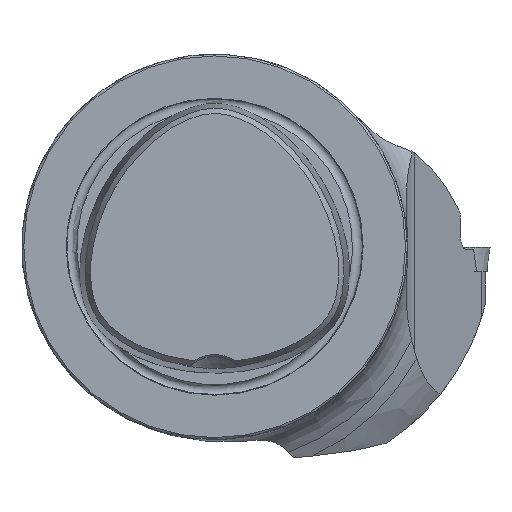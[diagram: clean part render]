
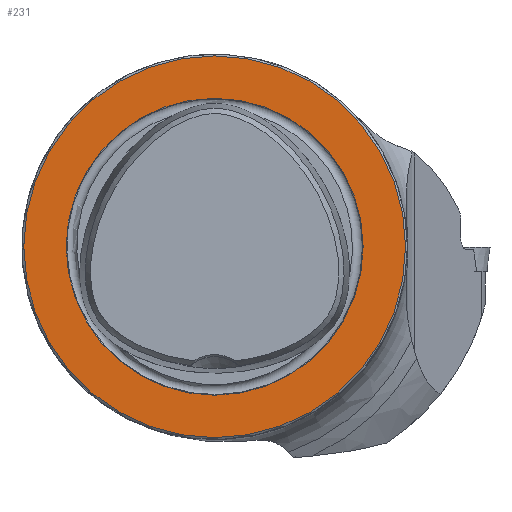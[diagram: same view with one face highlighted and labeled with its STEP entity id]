
A CAD part, top view. The second image highlights one B-rep face of the part: STEP entity #231.
In plain terms, the highlighted planar face has unit normal (0, 0, 1).
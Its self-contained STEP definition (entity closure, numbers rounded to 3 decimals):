
#123=FACE_BOUND('',#402,.T.);
#124=FACE_BOUND('',#403,.T.);
#193=CIRCLE('',#1418,31.2);
#194=CIRCLE('',#1420,24.264);
#231=ADVANCED_FACE('',(#123,#124),#290,.F.);
#290=PLANE('',#1421);
#402=EDGE_LOOP('',(#713));
#403=EDGE_LOOP('',(#714));
#713=ORIENTED_EDGE('',*,*,#1152,.F.);
#714=ORIENTED_EDGE('',*,*,#1151,.T.);
#1010=VERTEX_POINT('',#8059);
#1011=VERTEX_POINT('',#8062);
#1151=EDGE_CURVE('',#1010,#1010,#193,.T.);
#1152=EDGE_CURVE('',#1011,#1011,#194,.T.);
#1418=AXIS2_PLACEMENT_3D('',#8058,#1622,#1623);
#1420=AXIS2_PLACEMENT_3D('',#8061,#1626,#1627);
#1421=AXIS2_PLACEMENT_3D('',#8063,#1628,#1629);
#1622=DIRECTION('',(0.,0.,1.));
#1623=DIRECTION('',(1.,0.,0.));
#1626=DIRECTION('',(0.,0.,1.));
#1627=DIRECTION('',(1.,0.,0.));
#1628=DIRECTION('',(0.,0.,-1.));
#1629=DIRECTION('',(1.,0.,0.));
#8058=CARTESIAN_POINT('',(0.,0.,0.));
#8059=CARTESIAN_POINT('',(31.2,0.,0.));
#8061=CARTESIAN_POINT('',(0.,0.,0.));
#8062=CARTESIAN_POINT('',(24.264,0.,0.));
#8063=CARTESIAN_POINT('',(0.,-31.2,0.));
